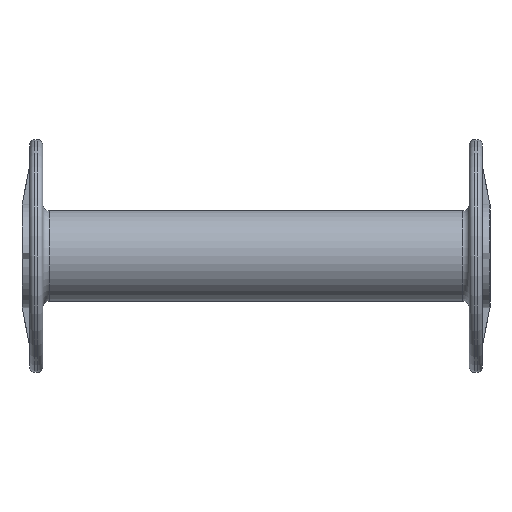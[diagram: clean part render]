
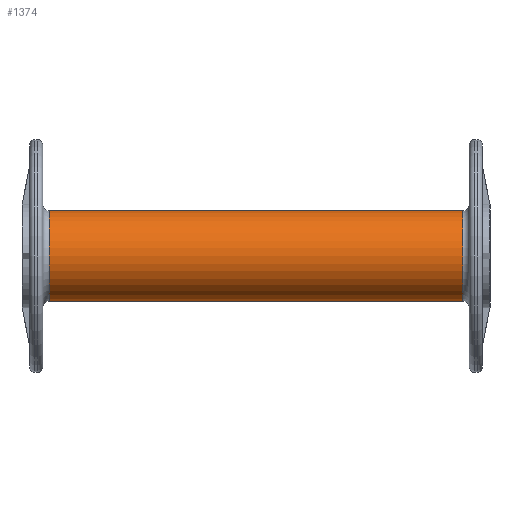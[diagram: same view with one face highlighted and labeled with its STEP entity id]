
A CAD part, front view. The second image highlights one B-rep face of the part: STEP entity #1374.
In plain terms, the highlighted cylindrical face has radius 17.5 mm (diameter 35 mm), a full revolution.
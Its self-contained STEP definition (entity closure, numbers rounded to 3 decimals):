
#93=LINE('',#2082,#197);
#197=VECTOR('',#1643,17.5);
#301=CYLINDRICAL_SURFACE('',#1467,17.5);
#328=FACE_OUTER_BOUND('',#404,.T.);
#404=EDGE_LOOP('',(#947,#948,#949,#950));
#497=CIRCLE('',#1464,17.5);
#500=CIRCLE('',#1468,17.5);
#589=VERTEX_POINT('',#2075);
#591=VERTEX_POINT('',#2081);
#731=EDGE_CURVE('',#589,#589,#497,.T.);
#734=EDGE_CURVE('',#589,#591,#93,.T.);
#735=EDGE_CURVE('',#591,#591,#500,.T.);
#947=ORIENTED_EDGE('',*,*,#731,.F.);
#948=ORIENTED_EDGE('',*,*,#734,.T.);
#949=ORIENTED_EDGE('',*,*,#735,.F.);
#950=ORIENTED_EDGE('',*,*,#734,.F.);
#1374=ADVANCED_FACE('',(#328),#301,.T.);
#1464=AXIS2_PLACEMENT_3D('',#2076,#1635,#1636);
#1467=AXIS2_PLACEMENT_3D('',#2080,#1641,#1642);
#1468=AXIS2_PLACEMENT_3D('',#2083,#1644,#1645);
#1635=DIRECTION('center_axis',(1.,0.,0.));
#1636=DIRECTION('ref_axis',(0.,0.,-1.));
#1641=DIRECTION('center_axis',(1.,0.,0.));
#1642=DIRECTION('ref_axis',(0.,0.,-1.));
#1643=DIRECTION('',(-1.,0.,0.));
#1644=DIRECTION('center_axis',(-1.,0.,0.));
#1645=DIRECTION('ref_axis',(0.,0.,-1.));
#2075=CARTESIAN_POINT('',(167.5,0.,17.5));
#2076=CARTESIAN_POINT('Origin',(167.5,0.,0.));
#2080=CARTESIAN_POINT('Origin',(0.,0.,0.));
#2081=CARTESIAN_POINT('',(7.5,0.,17.5));
#2082=CARTESIAN_POINT('',(0.,0.,17.5));
#2083=CARTESIAN_POINT('Origin',(7.5,0.,0.));
